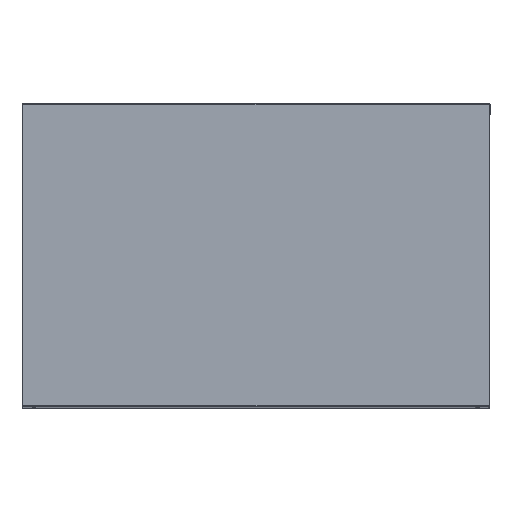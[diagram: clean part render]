
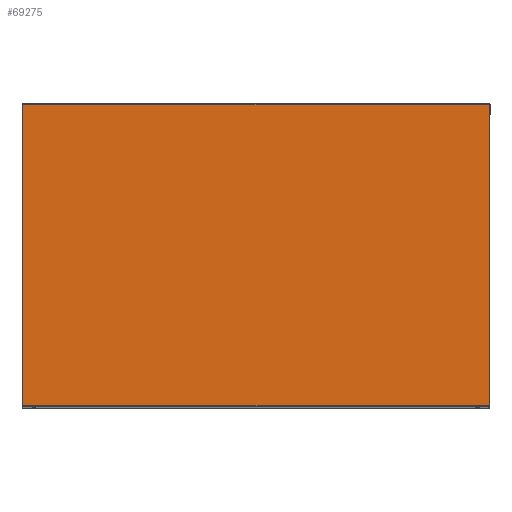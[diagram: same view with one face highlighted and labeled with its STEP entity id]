
A CAD part, top view. The second image highlights one B-rep face of the part: STEP entity #69275.
In plain terms, the highlighted free-form (B-spline) face has degree [1, 1] with [2, 2] control points.
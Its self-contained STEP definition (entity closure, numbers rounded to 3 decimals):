
#69014=CARTESIAN_POINT('',(-125.709,2473.483,936.));
#69015=VERTEX_POINT('',#69014);
#69022=CARTESIAN_POINT('',(-125.502,2473.69,936.));
#69023=VERTEX_POINT('',#69022);
#69024=CARTESIAN_POINT('',(-125.502,2473.69,936.));
#69025=DIRECTION('',(-0.707,-0.707,0.0));
#69026=VECTOR('',#69025,0.293);
#69027=LINE('',#69024,#69026);
#69028=EDGE_CURVE('',#69023,#69015,#69027,.T.);
#69046=CARTESIAN_POINT('',(291.084,2473.69,936.));
#69047=VERTEX_POINT('',#69046);
#69048=CARTESIAN_POINT('',(291.084,2473.69,936.));
#69049=DIRECTION('',(-1.0,0.0,0.0));
#69050=VECTOR('',#69049,416.586);
#69051=LINE('',#69048,#69050);
#69052=EDGE_CURVE('',#69047,#69023,#69051,.T.);
#69068=CARTESIAN_POINT('',(-125.709,2204.897,936.));
#69069=VERTEX_POINT('',#69068);
#69070=CARTESIAN_POINT('',(-125.709,2473.483,936.));
#69071=DIRECTION('',(0.0,-1.0,0.0));
#69072=VECTOR('',#69071,268.586);
#69073=LINE('',#69070,#69072);
#69074=EDGE_CURVE('',#69015,#69069,#69073,.T.);
#69101=CARTESIAN_POINT('',(291.291,2473.483,936.));
#69102=VERTEX_POINT('',#69101);
#69103=CARTESIAN_POINT('',(291.291,2473.483,936.));
#69104=DIRECTION('',(-0.707,0.707,0.0));
#69105=VECTOR('',#69104,0.293);
#69106=LINE('',#69103,#69105);
#69107=EDGE_CURVE('',#69102,#69047,#69106,.T.);
#69132=CARTESIAN_POINT('',(291.291,2204.897,936.));
#69133=VERTEX_POINT('',#69132);
#69134=CARTESIAN_POINT('',(291.291,2204.897,936.));
#69135=DIRECTION('',(0.0,1.0,0.0));
#69136=VECTOR('',#69135,268.586);
#69137=LINE('',#69134,#69136);
#69138=EDGE_CURVE('',#69133,#69102,#69137,.T.);
#69163=CARTESIAN_POINT('',(291.084,2204.69,936.));
#69164=VERTEX_POINT('',#69163);
#69165=CARTESIAN_POINT('',(291.084,2204.69,936.));
#69166=DIRECTION('',(0.707,0.707,0.0));
#69167=VECTOR('',#69166,0.293);
#69168=LINE('',#69165,#69167);
#69169=EDGE_CURVE('',#69164,#69133,#69168,.T.);
#69185=CARTESIAN_POINT('',(-125.502,2204.69,936.));
#69186=VERTEX_POINT('',#69185);
#69187=CARTESIAN_POINT('',(-125.502,2204.69,936.));
#69188=DIRECTION('',(1.0,0.0,0.0));
#69189=VECTOR('',#69188,416.586);
#69190=LINE('',#69187,#69189);
#69191=EDGE_CURVE('',#69186,#69164,#69190,.T.);
#69214=CARTESIAN_POINT('',(-125.709,2204.897,936.));
#69215=DIRECTION('',(0.707,-0.707,0.0));
#69216=VECTOR('',#69215,0.293);
#69217=LINE('',#69214,#69216);
#69218=EDGE_CURVE('',#69069,#69186,#69217,.T.);
#69260=CARTESIAN_POINT('',(291.291,2204.69,936.));
#69261=CARTESIAN_POINT('',(-125.709,2204.69,936.));
#69262=CARTESIAN_POINT('',(291.291,2473.69,936.));
#69263=CARTESIAN_POINT('',(-125.709,2473.69,936.));
#69264=B_SPLINE_SURFACE_WITH_KNOTS('',1,1,((#69260,#69262),(#69261,#69263)),.UNSPECIFIED.,.F.,.F.,.U.,(2,2),(2,2),(0.0,417.),(0.0,269.),.UNSPECIFIED.);
#69265=ORIENTED_EDGE('',*,*,#69028,.T.);
#69266=ORIENTED_EDGE('',*,*,#69074,.T.);
#69267=ORIENTED_EDGE('',*,*,#69218,.T.);
#69268=ORIENTED_EDGE('',*,*,#69191,.T.);
#69269=ORIENTED_EDGE('',*,*,#69169,.T.);
#69270=ORIENTED_EDGE('',*,*,#69138,.T.);
#69271=ORIENTED_EDGE('',*,*,#69107,.T.);
#69272=ORIENTED_EDGE('',*,*,#69052,.T.);
#69273=EDGE_LOOP('',(#69265,#69266,#69267,#69268,#69269,#69270,#69271,#69272));
#69274=FACE_OUTER_BOUND('',#69273,.T.);
#69275=ADVANCED_FACE('',(#69274),#69264,.F.);
